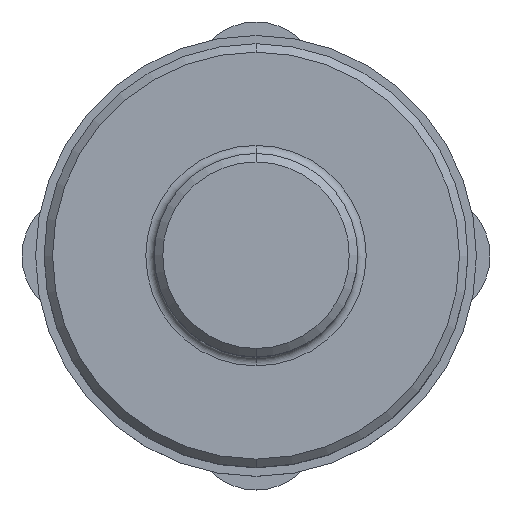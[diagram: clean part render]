
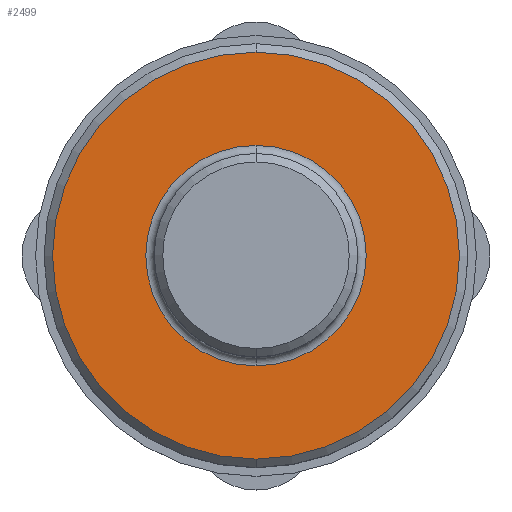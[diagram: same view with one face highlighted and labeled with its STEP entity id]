
A CAD part, top view. The second image highlights one B-rep face of the part: STEP entity #2499.
In plain terms, the highlighted face is planar.
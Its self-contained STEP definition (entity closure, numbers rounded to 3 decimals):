
#81 = VERTEX_POINT ( 'NONE', #346 ) ;
#173 = AXIS2_PLACEMENT_3D ( 'NONE', #581, #2569, #1379 ) ;
#230 = ORIENTED_EDGE ( 'NONE', *, *, #2577, .T. ) ;
#346 = CARTESIAN_POINT ( 'NONE',  ( 0., -11., 12. ) ) ;
#455 = EDGE_CURVE ( 'NONE', #1684, #81, #640, .T. ) ;
#485 = DIRECTION ( 'NONE',  ( 0., 0., -1. ) ) ;
#581 = CARTESIAN_POINT ( 'NONE',  ( 0., -11., 0. ) ) ;
#594 = FACE_BOUND ( 'NONE', #1197, .T. ) ;
#617 = AXIS2_PLACEMENT_3D ( 'NONE', #1194, #1001, #1807 ) ;
#624 = DIRECTION ( 'NONE',  ( 0., 0., -1. ) ) ;
#640 = CIRCLE ( 'NONE', #617, 12. ) ;
#837 = VERTEX_POINT ( 'NONE', #2348 ) ;
#935 = PLANE ( 'NONE',  #173 ) ;
#956 = VERTEX_POINT ( 'NONE', #2413 ) ;
#1001 = DIRECTION ( 'NONE',  ( 0., -1., 0. ) ) ;
#1034 = EDGE_CURVE ( 'NONE', #81, #1684, #1979, .T. ) ;
#1194 = CARTESIAN_POINT ( 'NONE',  ( 0., -11., 0. ) ) ;
#1197 = EDGE_LOOP ( 'NONE', ( #230, #1366 ) ) ;
#1258 = EDGE_LOOP ( 'NONE', ( #2163, #2327 ) ) ;
#1284 = DIRECTION ( 'NONE',  ( 0., 1., 0. ) ) ;
#1366 = ORIENTED_EDGE ( 'NONE', *, *, #1722, .T. ) ;
#1379 = DIRECTION ( 'NONE',  ( 0., 0., -1. ) ) ;
#1408 = FACE_OUTER_BOUND ( 'NONE', #1258, .T. ) ;
#1428 = DIRECTION ( 'NONE',  ( 0., -1., 0. ) ) ;
#1497 = CIRCLE ( 'NONE', #1515, 6.5 ) ;
#1515 = AXIS2_PLACEMENT_3D ( 'NONE', #2437, #1284, #485 ) ;
#1612 = AXIS2_PLACEMENT_3D ( 'NONE', #2214, #1428, #624 ) ;
#1684 = VERTEX_POINT ( 'NONE', #2373 ) ;
#1722 = EDGE_CURVE ( 'NONE', #837, #956, #1497, .T. ) ;
#1807 = DIRECTION ( 'NONE',  ( 0., 0., -1. ) ) ;
#1815 = CARTESIAN_POINT ( 'NONE',  ( 0., -11., 0. ) ) ;
#1979 = CIRCLE ( 'NONE', #1612, 12. ) ;
#2163 = ORIENTED_EDGE ( 'NONE', *, *, #1034, .T. ) ;
#2214 = CARTESIAN_POINT ( 'NONE',  ( 0., -11., 0. ) ) ;
#2219 = AXIS2_PLACEMENT_3D ( 'NONE', #1815, #2347, #2460 ) ;
#2327 = ORIENTED_EDGE ( 'NONE', *, *, #455, .T. ) ;
#2347 = DIRECTION ( 'NONE',  ( 0., 1., 0. ) ) ;
#2348 = CARTESIAN_POINT ( 'NONE',  ( 0., -11., 6.5 ) ) ;
#2373 = CARTESIAN_POINT ( 'NONE',  ( 0., -11., -12. ) ) ;
#2413 = CARTESIAN_POINT ( 'NONE',  ( 0., -11., -6.5 ) ) ;
#2417 = CIRCLE ( 'NONE', #2219, 6.5 ) ;
#2437 = CARTESIAN_POINT ( 'NONE',  ( 0., -11., 0. ) ) ;
#2460 = DIRECTION ( 'NONE',  ( 0., 0., -1. ) ) ;
#2499 = ADVANCED_FACE ( 'NONE', ( #594, #1408 ), #935, .T. ) ;
#2569 = DIRECTION ( 'NONE',  ( 0., -1., 0. ) ) ;
#2577 = EDGE_CURVE ( 'NONE', #956, #837, #2417, .T. ) ;
